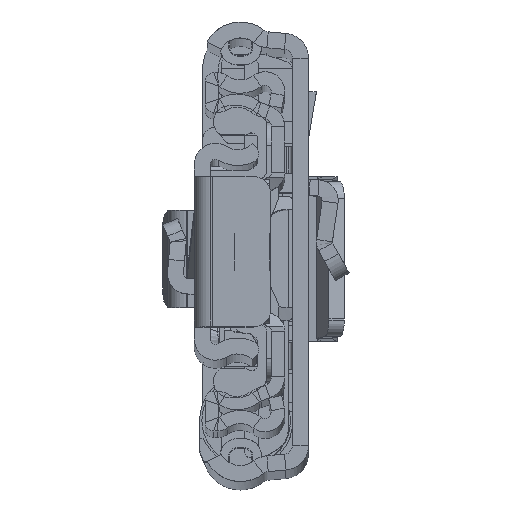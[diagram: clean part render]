
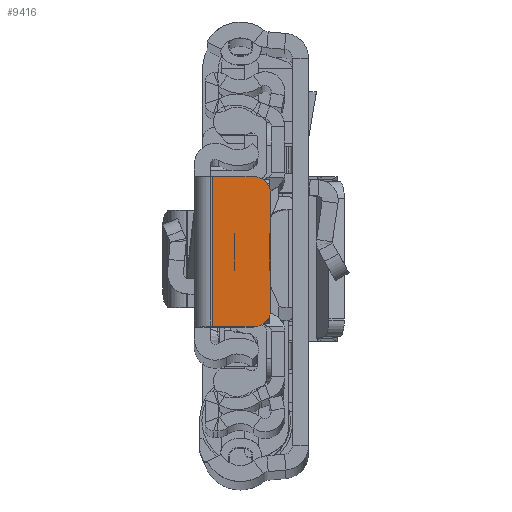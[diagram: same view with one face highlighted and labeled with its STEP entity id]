
A CAD part, top view. The second image highlights one B-rep face of the part: STEP entity #9416.
In plain terms, the highlighted planar face has unit normal (0, 0, 1).
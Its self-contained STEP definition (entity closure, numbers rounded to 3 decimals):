
#6 = CARTESIAN_POINT ( 'NONE',  ( -6.65, -8.5, 0. ) ) ;
#1459 = DIRECTION ( 'NONE',  ( 0., 0., 1. ) ) ;
#1599 = EDGE_CURVE ( 'NONE', #9294, #31838, #20125, .T. ) ;
#2891 = CARTESIAN_POINT ( 'NONE',  ( -2.05, -8.5, 0. ) ) ;
#3014 = CARTESIAN_POINT ( 'NONE',  ( 0., 0., 0. ) ) ;
#3083 = VERTEX_POINT ( 'NONE', #34393 ) ;
#5369 = CARTESIAN_POINT ( 'NONE',  ( -8.65, -6.5, 0. ) ) ;
#5711 = CIRCLE ( 'NONE', #17071, 2. ) ;
#5762 = DIRECTION ( 'NONE',  ( -1., 0., 0. ) ) ;
#6065 = AXIS2_PLACEMENT_3D ( 'NONE', #38626, #9881, #15962 ) ;
#6210 = EDGE_CURVE ( 'NONE', #13838, #9294, #11440, .T. ) ;
#6498 = VECTOR ( 'NONE', #24784, 1000. ) ;
#7154 = PLANE ( 'NONE',  #25710 ) ;
#8402 = LINE ( 'NONE', #20784, #6498 ) ;
#8903 = LINE ( 'NONE', #18124, #26426 ) ;
#9294 = VERTEX_POINT ( 'NONE', #5369 ) ;
#9416 = ADVANCED_FACE ( 'NONE', ( #25060 ), #7154, .F. ) ;
#9881 = DIRECTION ( 'NONE',  ( 0., 0., 1. ) ) ;
#10020 = ORIENTED_EDGE ( 'NONE', *, *, #38052, .F. ) ;
#11440 = LINE ( 'NONE', #30514, #36332 ) ;
#12567 = DIRECTION ( 'NONE',  ( 0., -1., 0. ) ) ;
#12901 = ORIENTED_EDGE ( 'NONE', *, *, #22149, .T. ) ;
#12955 = LINE ( 'NONE', #2891, #21826 ) ;
#13838 = VERTEX_POINT ( 'NONE', #39727 ) ;
#15962 = DIRECTION ( 'NONE',  ( -1., 0., 0. ) ) ;
#17071 = AXIS2_PLACEMENT_3D ( 'NONE', #36712, #1459, #39225 ) ;
#17394 = CARTESIAN_POINT ( 'NONE',  ( -2.05, 8.5, 0. ) ) ;
#18124 = CARTESIAN_POINT ( 'NONE',  ( 0., 8.5, 0. ) ) ;
#20125 = CIRCLE ( 'NONE', #6065, 2. ) ;
#20143 = ORIENTED_EDGE ( 'NONE', *, *, #31889, .T. ) ;
#20784 = CARTESIAN_POINT ( 'NONE',  ( 0., -8.5, 0. ) ) ;
#21826 = VECTOR ( 'NONE', #12567, 1000. ) ;
#22149 = EDGE_CURVE ( 'NONE', #31838, #24449, #8402, .T. ) ;
#23736 = ORIENTED_EDGE ( 'NONE', *, *, #6210, .T. ) ;
#24449 = VERTEX_POINT ( 'NONE', #28017 ) ;
#24784 = DIRECTION ( 'NONE',  ( 1., 0., 0. ) ) ;
#25060 = FACE_OUTER_BOUND ( 'NONE', #36140, .T. ) ;
#25574 = EDGE_CURVE ( 'NONE', #34968, #3083, #8903, .T. ) ;
#25710 = AXIS2_PLACEMENT_3D ( 'NONE', #3014, #31143, #5762 ) ;
#26426 = VECTOR ( 'NONE', #27803, 1000. ) ;
#27167 = DIRECTION ( 'NONE',  ( 0., -1., 0. ) ) ;
#27803 = DIRECTION ( 'NONE',  ( -1., 0., 0. ) ) ;
#28017 = CARTESIAN_POINT ( 'NONE',  ( -2.05, -8.5, 0. ) ) ;
#30514 = CARTESIAN_POINT ( 'NONE',  ( -8.65, 0., 0. ) ) ;
#31143 = DIRECTION ( 'NONE',  ( 0., 0., -1. ) ) ;
#31838 = VERTEX_POINT ( 'NONE', #6 ) ;
#31889 = EDGE_CURVE ( 'NONE', #3083, #13838, #5711, .T. ) ;
#34393 = CARTESIAN_POINT ( 'NONE',  ( -6.65, 8.5, 0. ) ) ;
#34968 = VERTEX_POINT ( 'NONE', #17394 ) ;
#36140 = EDGE_LOOP ( 'NONE', ( #23736, #38213, #12901, #10020, #37484, #20143 ) ) ;
#36332 = VECTOR ( 'NONE', #27167, 1000. ) ;
#36712 = CARTESIAN_POINT ( 'NONE',  ( -6.65, 6.5, 0. ) ) ;
#37484 = ORIENTED_EDGE ( 'NONE', *, *, #25574, .T. ) ;
#38052 = EDGE_CURVE ( 'NONE', #34968, #24449, #12955, .T. ) ;
#38213 = ORIENTED_EDGE ( 'NONE', *, *, #1599, .T. ) ;
#38626 = CARTESIAN_POINT ( 'NONE',  ( -6.65, -6.5, 0. ) ) ;
#39225 = DIRECTION ( 'NONE',  ( -1., 0., 0. ) ) ;
#39727 = CARTESIAN_POINT ( 'NONE',  ( -8.65, 6.5, 0. ) ) ;
